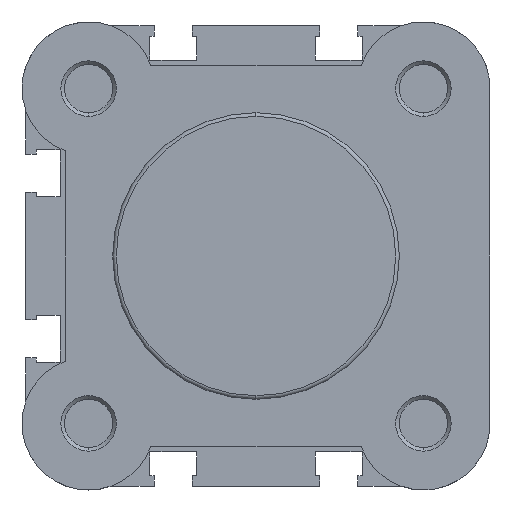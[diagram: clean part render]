
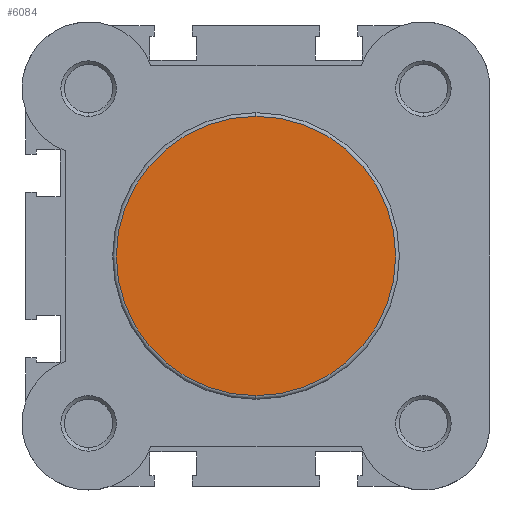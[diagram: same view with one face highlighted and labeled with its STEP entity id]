
A CAD part, left-side view. The second image highlights one B-rep face of the part: STEP entity #6084.
In plain terms, the highlighted planar face has unit normal (-1, 0, 0).
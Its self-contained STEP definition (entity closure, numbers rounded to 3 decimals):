
#169 = EDGE_CURVE ( 'NONE', #636, #637, #2292, .T. ) ;
#244 = EDGE_CURVE ( 'NONE', #637, #636, #2396, .T. ) ;
#636 = VERTEX_POINT ( 'NONE', #1678 ) ;
#637 = VERTEX_POINT ( 'NONE', #1679 ) ;
#677 = CARTESIAN_POINT ( 'NONE',  ( 0., 0., 0. ) ) ;
#678 = DIRECTION ( 'NONE',  ( -1., 0., 0. ) ) ;
#679 = DIRECTION ( 'NONE',  ( 0., 0., -1. ) ) ;
#866 = CARTESIAN_POINT ( 'NONE',  ( 0., 0., 0. ) ) ;
#873 = DIRECTION ( 'NONE',  ( -1., 0., 0. ) ) ;
#874 = DIRECTION ( 'NONE',  ( 0., 0., -1. ) ) ;
#1678 = CARTESIAN_POINT ( 'NONE',  ( 0., 0., 19.4 ) ) ;
#1679 = CARTESIAN_POINT ( 'NONE',  ( 0., 0., -19.4 ) ) ;
#2171 = ORIENTED_EDGE ( 'NONE', *, *, #169, .T. ) ;
#2172 = ORIENTED_EDGE ( 'NONE', *, *, #244, .T. ) ;
#2292 = CIRCLE ( 'NONE', #4921, 19.4 ) ;
#2396 = CIRCLE ( 'NONE', #4965, 19.4 ) ;
#2840 = FACE_OUTER_BOUND ( 'NONE', #5586, .T. ) ;
#3090 = CARTESIAN_POINT ( 'NONE',  ( 0., 19.9, 0. ) ) ;
#3091 = PLANE ( 'NONE',  #5104 ) ;
#3093 = DIRECTION ( 'NONE',  ( 1., 0., 0. ) ) ;
#3094 = DIRECTION ( 'NONE',  ( 0., 0., -1. ) ) ;
#4921 = AXIS2_PLACEMENT_3D ( 'NONE', #677, #678, #679 ) ;
#4965 = AXIS2_PLACEMENT_3D ( 'NONE', #866, #873, #874 ) ;
#5104 = AXIS2_PLACEMENT_3D ( 'NONE', #3090, #3093, #3094 ) ;
#5586 = EDGE_LOOP ( 'NONE', ( #2172, #2171 ) ) ;
#6084 = ADVANCED_FACE ( 'NONE', ( #2840 ), #3091, .F. ) ;
